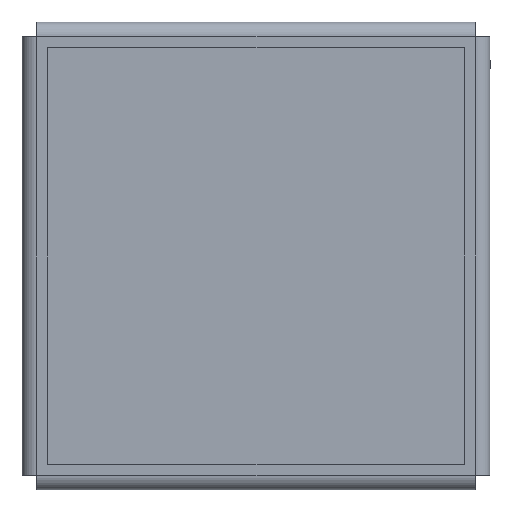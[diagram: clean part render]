
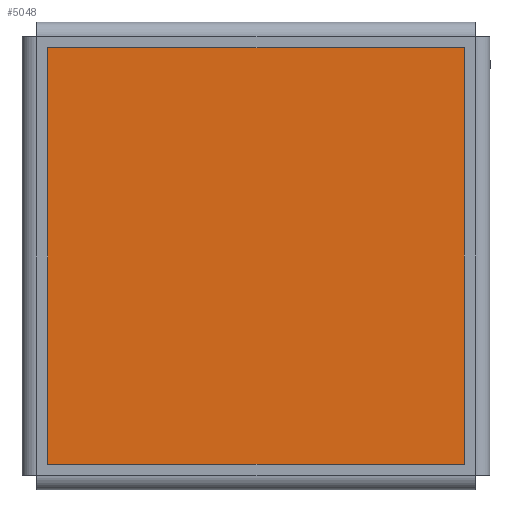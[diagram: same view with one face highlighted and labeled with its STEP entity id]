
A CAD part, front view. The second image highlights one B-rep face of the part: STEP entity #5048.
In plain terms, the highlighted face is planar.
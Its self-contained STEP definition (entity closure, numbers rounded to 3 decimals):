
#455=LINE('',#6446,#899);
#459=LINE('',#6453,#903);
#462=LINE('',#6459,#906);
#464=LINE('',#6462,#908);
#899=VECTOR('',#5592,88.9);
#903=VECTOR('',#5598,88.9);
#906=VECTOR('',#5603,88.9);
#908=VECTOR('',#5607,88.9);
#1361=PLANE('',#5363);
#1556=FACE_OUTER_BOUND('',#1866,.T.);
#1866=EDGE_LOOP('',(#3527,#3528,#3529,#3530));
#2230=VERTEX_POINT('',#6443);
#2231=VERTEX_POINT('',#6445);
#2233=VERTEX_POINT('',#6451);
#2235=VERTEX_POINT('',#6457);
#2735=EDGE_CURVE('',#2230,#2231,#455,.T.);
#2739=EDGE_CURVE('',#2233,#2230,#459,.T.);
#2742=EDGE_CURVE('',#2235,#2233,#462,.T.);
#2744=EDGE_CURVE('',#2231,#2235,#464,.T.);
#3527=ORIENTED_EDGE('',*,*,#2735,.F.);
#3528=ORIENTED_EDGE('',*,*,#2739,.F.);
#3529=ORIENTED_EDGE('',*,*,#2742,.F.);
#3530=ORIENTED_EDGE('',*,*,#2744,.F.);
#5048=ADVANCED_FACE('',(#1556),#1361,.F.);
#5363=AXIS2_PLACEMENT_3D('',#6463,#5608,#5609);
#5592=DIRECTION('',(-1.,0.,0.));
#5598=DIRECTION('',(0.,1.,0.));
#5603=DIRECTION('',(1.,0.,0.));
#5607=DIRECTION('',(0.,-1.,0.));
#5608=DIRECTION('center_axis',(0.,0.,1.));
#5609=DIRECTION('ref_axis',(1.,0.,0.));
#6443=CARTESIAN_POINT('',(44.45,44.45,-2.54));
#6445=CARTESIAN_POINT('',(-44.45,44.45,-2.54));
#6446=CARTESIAN_POINT('',(44.45,44.45,-2.54));
#6451=CARTESIAN_POINT('',(44.45,-44.45,-2.54));
#6453=CARTESIAN_POINT('',(44.45,-44.45,-2.54));
#6457=CARTESIAN_POINT('',(-44.45,-44.45,-2.54));
#6459=CARTESIAN_POINT('',(-44.45,-44.45,-2.54));
#6462=CARTESIAN_POINT('',(-44.45,44.45,-2.54));
#6463=CARTESIAN_POINT('Origin',(0.,0.,-2.54));
